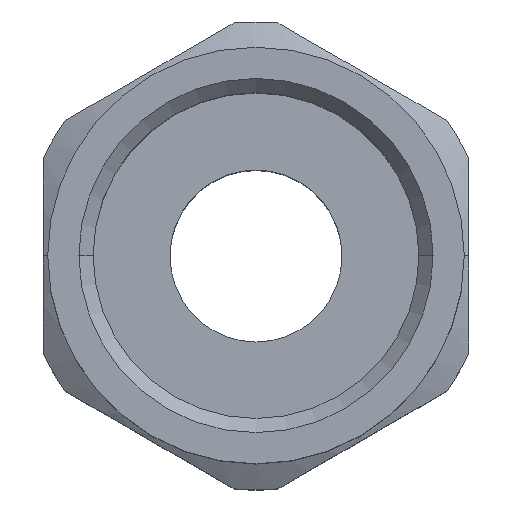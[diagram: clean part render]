
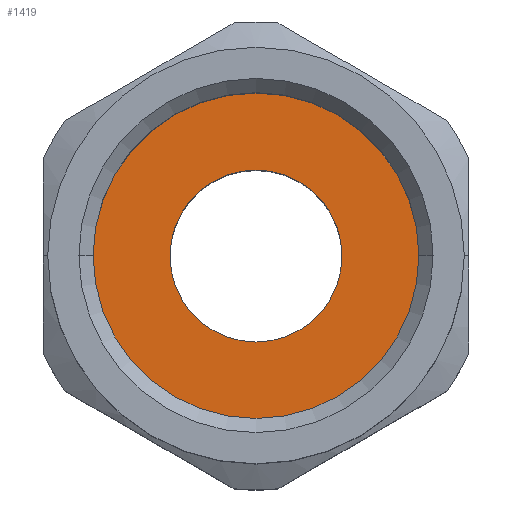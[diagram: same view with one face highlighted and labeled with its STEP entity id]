
A CAD part, top view. The second image highlights one B-rep face of the part: STEP entity #1419.
In plain terms, the highlighted planar face has unit normal (0, 0, 1).
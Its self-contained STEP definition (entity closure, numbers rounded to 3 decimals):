
#11 = AXIS2_PLACEMENT_3D ( 'NONE', #651, #1344, #470 ) ;
#23 = ORIENTED_EDGE ( 'NONE', *, *, #987, .T. ) ;
#42 = CIRCLE ( 'NONE', #901, 4.85 ) ;
#56 = ORIENTED_EDGE ( 'NONE', *, *, #414, .F. ) ;
#79 = AXIS2_PLACEMENT_3D ( 'NONE', #125, #1350, #556 ) ;
#115 = AXIS2_PLACEMENT_3D ( 'NONE', #499, #722, #629 ) ;
#125 = CARTESIAN_POINT ( 'NONE',  ( 0., 0., -16. ) ) ;
#222 = PLANE ( 'NONE',  #11 ) ;
#294 = DIRECTION ( 'NONE',  ( 1., 0., 0. ) ) ;
#318 = DIRECTION ( 'NONE',  ( 1., 0., 0. ) ) ;
#414 = EDGE_CURVE ( 'NONE', #798, #583, #887, .T. ) ;
#425 = ORIENTED_EDGE ( 'NONE', *, *, #776, .F. ) ;
#435 = CARTESIAN_POINT ( 'NONE',  ( -10., 0., -16. ) ) ;
#470 = DIRECTION ( 'NONE',  ( 1., 0., 0. ) ) ;
#499 = CARTESIAN_POINT ( 'NONE',  ( 0., 0., -16. ) ) ;
#548 = EDGE_LOOP ( 'NONE', ( #56, #425 ) ) ;
#556 = DIRECTION ( 'NONE',  ( 1., 0., 0. ) ) ;
#583 = VERTEX_POINT ( 'NONE', #1246 ) ;
#629 = DIRECTION ( 'NONE',  ( 1., 0., 0. ) ) ;
#651 = CARTESIAN_POINT ( 'NONE',  ( 0., 9.19, -16. ) ) ;
#698 = EDGE_LOOP ( 'NONE', ( #1333, #23 ) ) ;
#722 = DIRECTION ( 'NONE',  ( 0., 0., 1. ) ) ;
#776 = EDGE_CURVE ( 'NONE', #583, #798, #42, .T. ) ;
#798 = VERTEX_POINT ( 'NONE', #962 ) ;
#853 = EDGE_CURVE ( 'NONE', #875, #1381, #921, .T. ) ;
#854 = CARTESIAN_POINT ( 'NONE',  ( 0., 0., -16. ) ) ;
#875 = VERTEX_POINT ( 'NONE', #954 ) ;
#887 = CIRCLE ( 'NONE', #1077, 4.85 ) ;
#901 = AXIS2_PLACEMENT_3D ( 'NONE', #1399, #1412, #294 ) ;
#902 = FACE_OUTER_BOUND ( 'NONE', #698, .T. ) ;
#921 = CIRCLE ( 'NONE', #115, 10. ) ;
#954 = CARTESIAN_POINT ( 'NONE',  ( 10., 0., -16. ) ) ;
#962 = CARTESIAN_POINT ( 'NONE',  ( 4.85, 0., -16. ) ) ;
#974 = DIRECTION ( 'NONE',  ( 0., 0., 1. ) ) ;
#983 = CIRCLE ( 'NONE', #79, 10. ) ;
#987 = EDGE_CURVE ( 'NONE', #1381, #875, #983, .T. ) ;
#1077 = AXIS2_PLACEMENT_3D ( 'NONE', #854, #974, #318 ) ;
#1210 = FACE_BOUND ( 'NONE', #548, .T. ) ;
#1246 = CARTESIAN_POINT ( 'NONE',  ( -4.85, 0., -16. ) ) ;
#1333 = ORIENTED_EDGE ( 'NONE', *, *, #853, .T. ) ;
#1344 = DIRECTION ( 'NONE',  ( 0., 0., 1. ) ) ;
#1350 = DIRECTION ( 'NONE',  ( 0., 0., 1. ) ) ;
#1381 = VERTEX_POINT ( 'NONE', #435 ) ;
#1399 = CARTESIAN_POINT ( 'NONE',  ( 0., 0., -16. ) ) ;
#1412 = DIRECTION ( 'NONE',  ( 0., 0., 1. ) ) ;
#1419 = ADVANCED_FACE ( 'NONE', ( #1210, #902 ), #222, .T. ) ;
